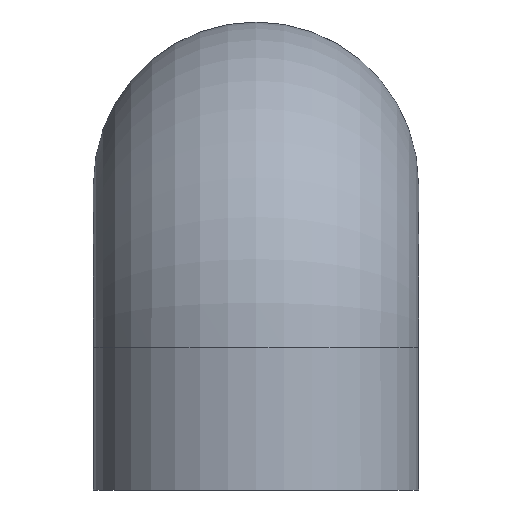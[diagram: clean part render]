
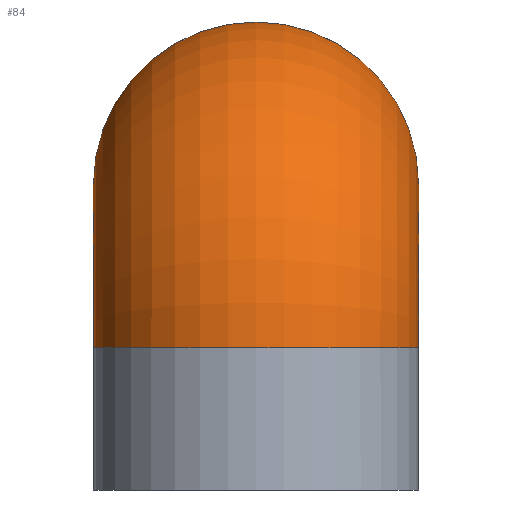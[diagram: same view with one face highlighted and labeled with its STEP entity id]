
A CAD part, left-side view. The second image highlights one B-rep face of the part: STEP entity #84.
In plain terms, the highlighted toroidal (fillet/blend) face has major radius 20.51 mm and minor radius 20.5 mm.
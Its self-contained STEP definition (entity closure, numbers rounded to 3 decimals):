
#84 = ADVANCED_FACE( '', ( #113, #114 ), #115, .T. );
#113 = FACE_OUTER_BOUND( '', #147, .T. );
#114 = FACE_OUTER_BOUND( '', #148, .T. );
#115 = TOROIDAL_SURFACE( '', #149, 20.51, 20.5 );
#147 = EDGE_LOOP( '', ( #202 ) );
#148 = EDGE_LOOP( '', ( #203, #204 ) );
#149 = AXIS2_PLACEMENT_3D( '', #205, #206, #207 );
#202 = ORIENTED_EDGE( '', *, *, #229, .T. );
#203 = ORIENTED_EDGE( '', *, *, #226, .F. );
#204 = ORIENTED_EDGE( '', *, *, #228, .F. );
#205 = CARTESIAN_POINT( '', ( 20.51, 0., -0.55 ) );
#206 = DIRECTION( '', ( 0., 1., 0. ) );
#207 = DIRECTION( '', ( 0., 0., 1. ) );
#226 = EDGE_CURVE( '', #245, #246, #248, .T. );
#228 = EDGE_CURVE( '', #246, #245, #250, .T. );
#229 = EDGE_CURVE( '', #251, #251, #252, .T. );
#245 = VERTEX_POINT( '', #456 );
#246 = VERTEX_POINT( '', #457 );
#248 = CIRCLE( '', #459, 20.5 );
#250 = CIRCLE( '', #461, 20.5 );
#251 = VERTEX_POINT( '', #462 );
#252 = CIRCLE( '', #463, 20.5 );
#456 = CARTESIAN_POINT( '', ( 20.51, 20.5, 19.98 ) );
#457 = CARTESIAN_POINT( '', ( 20.51, -20.5, 19.98 ) );
#459 = AXIS2_PLACEMENT_3D( '', #484, #485, #486 );
#461 = AXIS2_PLACEMENT_3D( '', #490, #491, #492 );
#462 = CARTESIAN_POINT( '', ( 20.5, 0., -0.55 ) );
#463 = AXIS2_PLACEMENT_3D( '', #493, #494, #495 );
#484 = CARTESIAN_POINT( '', ( 20.51, 0., 19.96 ) );
#485 = DIRECTION( '', ( 1., 0., 0. ) );
#486 = DIRECTION( '', ( 0., 0., -1. ) );
#490 = CARTESIAN_POINT( '', ( 20.51, 0., 19.96 ) );
#491 = DIRECTION( '', ( 1., 0., 0. ) );
#492 = DIRECTION( '', ( 0., 0., -1. ) );
#493 = CARTESIAN_POINT( '', ( 0., 0., -0.55 ) );
#494 = DIRECTION( '', ( 0., 0., 1. ) );
#495 = DIRECTION( '', ( 1., 0., 0. ) );
